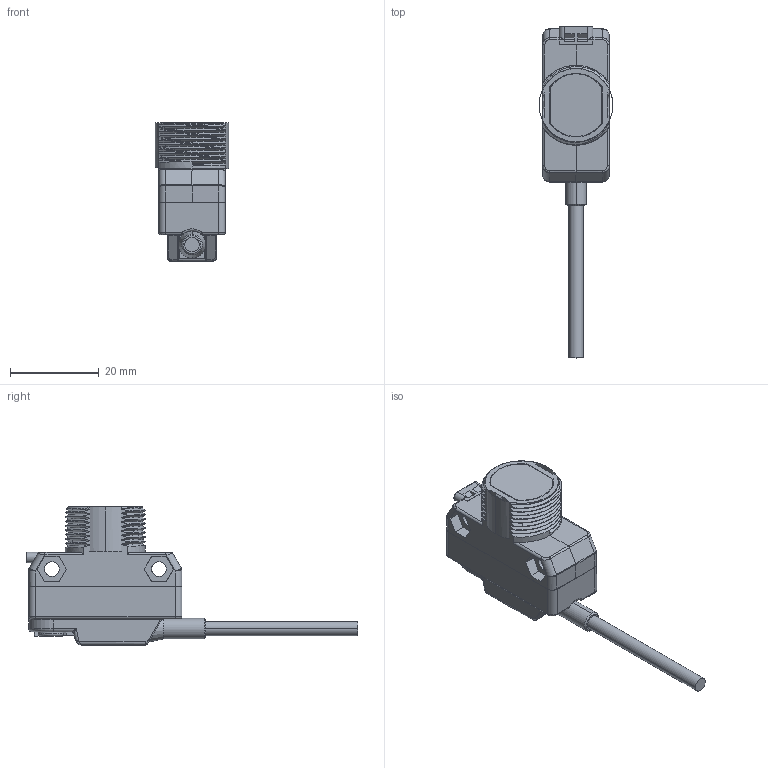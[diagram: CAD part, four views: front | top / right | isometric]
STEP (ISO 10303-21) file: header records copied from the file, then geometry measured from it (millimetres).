
FILE_DESCRIPTION((''),'2;1');
FILE_NAME('195814_ASM','2016-07-21T',('PDMAdmin'),(''),'PRO/ENGINEER BY PARAMETRIC TECHNOLOGY CORPORATION, 2016010','PRO/ENGINEER BY PARAMETRIC TECHNOLOGY CORPORATION, 2016010','');
FILE_SCHEMA(('CONFIG_CONTROL_DESIGN'));
Products named in the file (15): 189787_HOUSING; 114096; 189787_ASM; 189788; 195299_ASM; 111642; 60420; 114294_ASM; ASSEMBLY_55816; 68537_ASM; 127343; 67851_AF1; 60902; 61611_ASM; 195814_ASM
Assembly tree (14 placements, depth 4):
  195814_ASM
    195299_ASM
      189787_ASM
        189787_HOUSING
        114096
      189788
    68537_ASM
      114294_ASM
        111642
        60420
      ASSEMBLY_55816
    61611_ASM
      127343
      67851_AF1
      60902
Bounding box: 16.59 x 74.69 x 31.1 mm (x, y, z)
Volume: 5712.5 mm3; surface area: 9557.4 mm2
Topology: 9 solids, 11 shells, 1365 faces, 3484 edges, 2171 vertices
Faces by surface type: plane 676, cylinder 334, bspline 190, torus 72, cone 60, sphere 33
Entity records: 66604 total; most frequent: CARTESIAN_POINT 34636, ORIENTED_EDGE 6950, DIRECTION 6064, EDGE_CURVE 3482, VERTEX_POINT 2171, VECTOR 2120, LINE 2120, AXIS2_PLACEMENT_3D 1972
